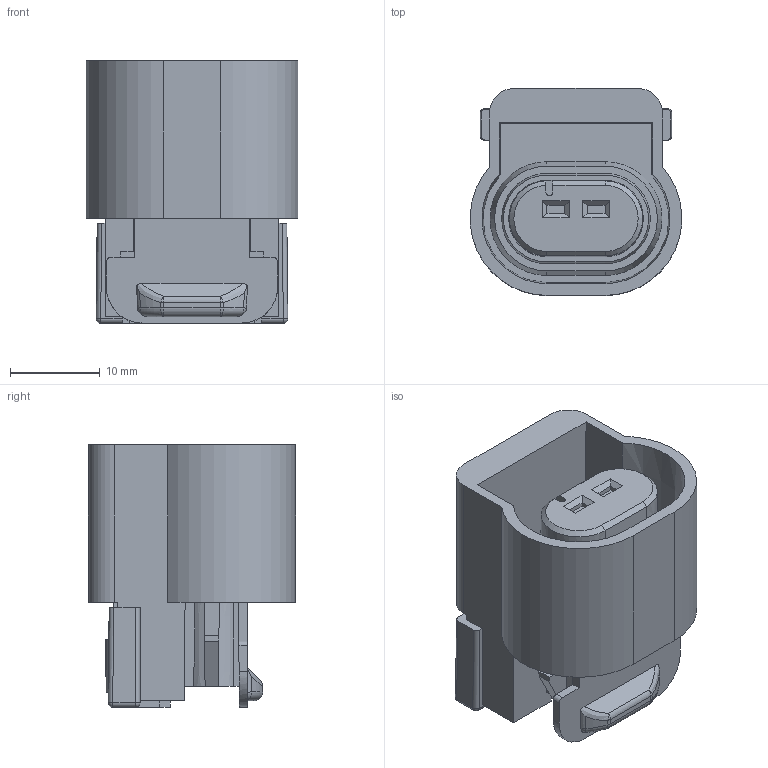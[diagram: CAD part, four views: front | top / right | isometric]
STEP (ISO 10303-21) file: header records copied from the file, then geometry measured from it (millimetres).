
FILE_DESCRIPTION(/* description */ (''),/* implementation_level */ '2;1');
FILE_NAME(/* name */ '48， 15326802-ENV11_05-CONN.stp',/* time_stamp */ '2018-12-24T11:39:11+08:00',/* author */ (''),/* organization */ (''),/* preprocessor_version */ 'ST-DEVELOPER v16',/* originating_system */ 'SIEMENS PLM Software NX 11.0',/* authorisation */ '');
FILE_SCHEMA (('AUTOMOTIVE_DESIGN { 1 0 10303 214 3 1 1 1 }'));
Length unit declared in the file: millimetre
Products named in the file (1): 15326802-ENV11_05-CONN
Bounding box: 23.62 x 23.13 x 29.32 mm (x, y, z)
Volume: 7725.7 mm3; surface area: 5633.6 mm2
Topology: 1 solids, 1 shells, 218 faces, 586 edges, 369 vertices
Faces by surface type: plane 148, cylinder 27, cone 22, sphere 12, bspline 7, torus 2
Entity records: 6843 total; most frequent: CARTESIAN_POINT 1419, ORIENTED_EDGE 1152, DIRECTION 1080, EDGE_CURVE 576, LINE 434, VECTOR 434, VERTEX_POINT 369, AXIS2_PLACEMENT_3D 323
